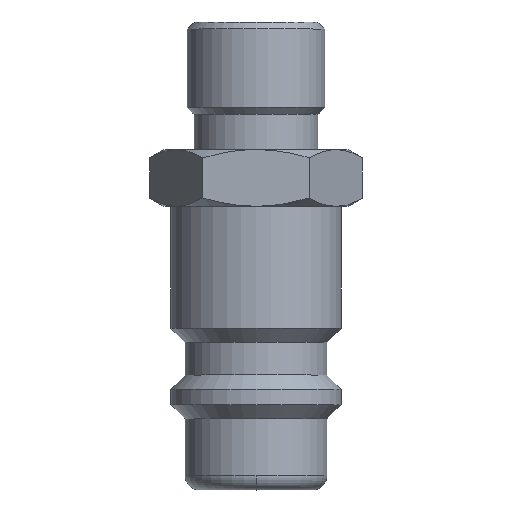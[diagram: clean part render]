
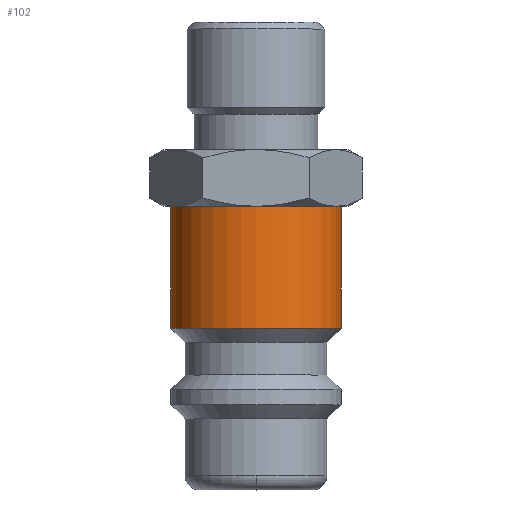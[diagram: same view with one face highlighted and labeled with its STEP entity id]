
A CAD part, top view. The second image highlights one B-rep face of the part: STEP entity #102.
In plain terms, the highlighted cylindrical face has radius 6 mm (diameter 12 mm), a partial arc.
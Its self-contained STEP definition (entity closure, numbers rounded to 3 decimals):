
#102=ADVANCED_FACE('',(#236),#237,.T.);
#236=FACE_OUTER_BOUND('',#403,.T.);
#237=CYLINDRICAL_SURFACE('',#404,6.0);
#403=EDGE_LOOP('',(#625,#626,#627,#628));
#404=AXIS2_PLACEMENT_3D('',#629,#630,#631);
#625=ORIENTED_EDGE('',*,*,#1008,.T.);
#626=ORIENTED_EDGE('',*,*,#1009,.T.);
#627=ORIENTED_EDGE('',*,*,#1010,.T.);
#628=ORIENTED_EDGE('',*,*,#979,.T.);
#629=CARTESIAN_POINT('',(0.0,16.2,0.0));
#630=DIRECTION('',(-0.0,1.0,0.0));
#631=DIRECTION('',(1.0,0.0,0.0));
#979=EDGE_CURVE('',#1162,#1160,#1163,.T.);
#1008=EDGE_CURVE('',#1160,#1202,#1203,.T.);
#1009=EDGE_CURVE('',#1202,#1204,#1205,.T.);
#1010=EDGE_CURVE('',#1204,#1162,#1206,.T.);
#1160=VERTEX_POINT('',#1434);
#1162=VERTEX_POINT('',#1437);
#1163=CIRCLE('',#1438,6.0);
#1202=VERTEX_POINT('',#1527);
#1203=LINE('',#1528,#1529);
#1204=VERTEX_POINT('',#1530);
#1205=CIRCLE('',#1531,6.0);
#1206=LINE('',#1532,#1533);
#1434=CARTESIAN_POINT('',(6.0,11.4,0.0));
#1437=CARTESIAN_POINT('',(-6.0,11.4,0.));
#1438=AXIS2_PLACEMENT_3D('',#1902,#1903,#1904);
#1527=CARTESIAN_POINT('',(6.0,20.0,0.));
#1528=CARTESIAN_POINT('',(6.0,16.2,0.));
#1529=VECTOR('',#1941,1.0);
#1530=CARTESIAN_POINT('',(-6.0,20.0,0.));
#1531=AXIS2_PLACEMENT_3D('',#1942,#1943,#1944);
#1532=CARTESIAN_POINT('',(-6.0,16.2,0.));
#1533=VECTOR('',#1945,1.0);
#1902=CARTESIAN_POINT('',(0.0,11.4,0.0));
#1903=DIRECTION('',(-0.0,1.0,0.0));
#1904=DIRECTION('',(1.0,0.0,0.0));
#1941=DIRECTION('',(0.0,1.0,0.0));
#1942=CARTESIAN_POINT('',(0.0,20.0,0.0));
#1943=DIRECTION('',(0.0,-1.0,0.0));
#1944=DIRECTION('',(1.0,0.0,0.0));
#1945=DIRECTION('',(-0.0,-1.0,-0.0));
